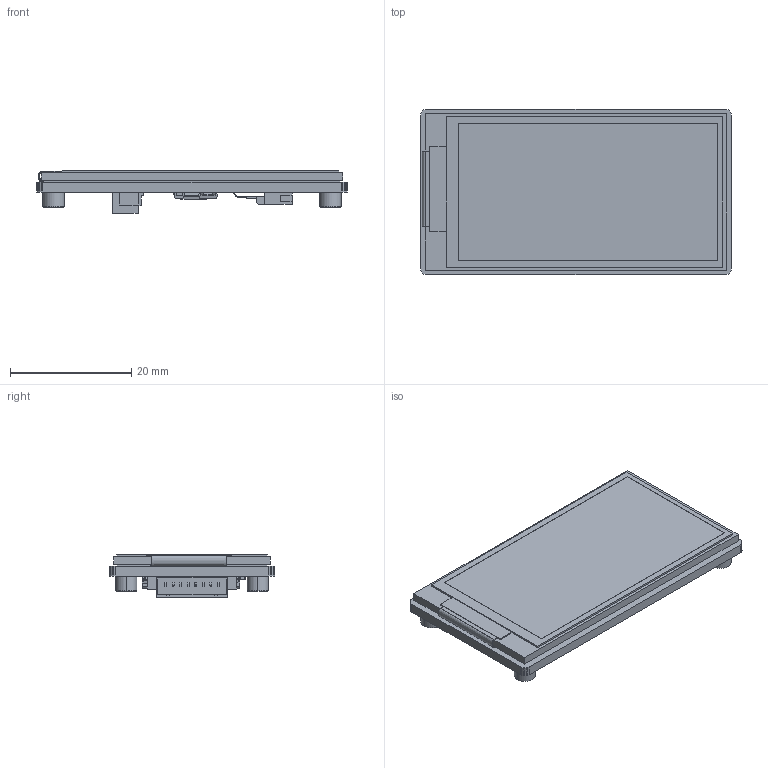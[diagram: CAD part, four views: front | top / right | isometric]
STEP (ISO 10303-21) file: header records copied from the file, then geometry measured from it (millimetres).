
FILE_DESCRIPTION((''),'2;1');
FILE_NAME('1_9INCH-LCD-MODULE_ASM','2023-02-10T11:45:11',('xiaojisheng'),(''),'CREO PARAMETRIC BY PTC INC, 2021063','CREO PARAMETRIC BY PTC INC, 2021063','');
FILE_SCHEMA(('CONFIG_CONTROL_DESIGN','SHAPE_APPEARANCE_LAYERS_GROUPS'));
Length unit declared in the file: millimetre
Products named in the file (33): 1_9INCH-LCD-PCB; HEADER-FPC-ZIF-SMD-HORIZON-3778; HEADER-FPC-ZIF-SMD-HORIZO-65697; P1_ASM; SW3DPS-SOT-23-5-DEFAULT; U2_ASM; USER_LIBRARY-TSSOP-20-2__-72528; USER_LIBRARY-TSSOP-20-2__-73479; USER_LIBRARY-TSSOP-20-2__-736_1; USER_LIBRARY-TSSOP-20-2__-736_2; USER_LIBRARY-TSSOP-20-2__-73676_ASM; TSSOP-20_ASM; U1_ASM; RESC1608_0603_; R3_ASM; R2_ASM; R1_ASM; ALSROBOT-SOT23; Q32_ASM; CAPC1608_0603_; C22_ASM; C17_ASM; C16_ASM; C14_ASM; C13_ASM; _X2_53678D34_X0_8P1_25_1; _X2_53678D34_X0_8P1_25_X2_63D29; USER_LIBRARY-WT8P1_25_ASM; P2_ASM; 1_9INCH-LCD-MODULE-PCBA_ASM; 1_9INCH-170X320-LCD; STUDS-M2XH2_5; 1_9INCH-LCD-MODULE_ASM
Assembly tree (57 placements, depth 6):
  1_9INCH-LCD-MODULE_ASM
    1_9INCH-LCD-MODULE-PCBA_ASM
      1_9INCH-LCD-PCB
      P1_ASM
        HEADER-FPC-ZIF-SMD-HORIZON-3778
        HEADER-FPC-ZIF-SMD-HORIZO-65697
      U2_ASM
        SW3DPS-SOT-23-5-DEFAULT
      U1_ASM
        TSSOP-20_ASM
          USER_LIBRARY-TSSOP-20-2__-72528
          USER_LIBRARY-TSSOP-20-2__-73479
          USER_LIBRARY-TSSOP-20-2__-73676_ASM  x10
            USER_LIBRARY-TSSOP-20-2__-736_1
            USER_LIBRARY-TSSOP-20-2__-736_2
      R3_ASM
        RESC1608_0603_
      R2_ASM
        RESC1608_0603_
      R1_ASM
        RESC1608_0603_
      Q32_ASM
        ALSROBOT-SOT23
      C22_ASM
        CAPC1608_0603_
      C17_ASM
        CAPC1608_0603_
      C16_ASM
        CAPC1608_0603_
      C14_ASM
        CAPC1608_0603_
      C13_ASM
        CAPC1608_0603_
      P2_ASM
        USER_LIBRARY-WT8P1_25_ASM
          _X2_53678D34_X0_8P1_25_1
          _X2_53678D34_X0_8P1_25_X2_63D29  x8
    1_9INCH-170X320-LCD
    STUDS-M2XH2_5  x4
Bounding box: 51.22 x 27.32 x 7 mm (x, y, z)
Volume: 4678.1 mm3; surface area: 8320.6 mm2
Topology: 49 solids, 49 shells, 2041 faces, 5374 edges, 3438 vertices
Faces by surface type: plane 1432, cylinder 497, sphere 64, bspline 24, cone 16, extrusion 8
Entity records: 53667 total; most frequent: CARTESIAN_POINT 8909, ORIENTED_EDGE 7126, DIRECTION 6781, EDGE_CURVE 3563, VECTOR 3121, LINE 3113, VERTEX_POINT 2339, PRESENTATION_STYLE_ASSIGNMENT 2130
